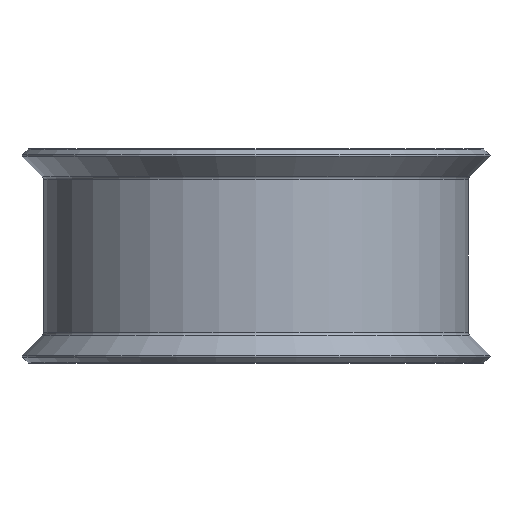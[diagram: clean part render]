
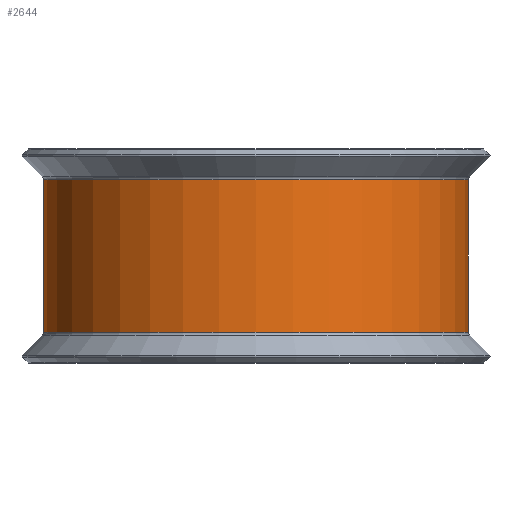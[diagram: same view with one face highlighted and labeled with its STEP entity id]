
A CAD part, front view. The second image highlights one B-rep face of the part: STEP entity #2644.
In plain terms, the highlighted cylindrical face has radius 12.535 mm (diameter 25.07 mm), a partial arc.
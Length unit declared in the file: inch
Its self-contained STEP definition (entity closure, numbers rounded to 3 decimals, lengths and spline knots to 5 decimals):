
#36 = AXIS2_PLACEMENT_3D ( 'NONE', #223, #1919, #473 ) ;
#157 = CYLINDRICAL_SURFACE ( 'NONE', #1917, 0.4935 ) ;
#223 = CARTESIAN_POINT ( 'NONE',  ( 0.4685, -0.843, -0.17722 ) ) ;
#305 = LINE ( 'NONE', #1578, #878 ) ;
#370 = ORIENTED_EDGE ( 'NONE', *, *, #760, .F. ) ;
#393 = DIRECTION ( 'NONE',  ( 0., 0., -1. ) ) ;
#473 = DIRECTION ( 'NONE',  ( -1., 0., 0. ) ) ;
#760 = EDGE_CURVE ( 'NONE', #1698, #2318, #1770, .T. ) ;
#799 = CARTESIAN_POINT ( 'NONE',  ( 0.4685, -0.843, 0.25 ) ) ;
#878 = VECTOR ( 'NONE', #3075, 39.37008 ) ;
#894 = CARTESIAN_POINT ( 'NONE',  ( 0.4685, -0.843, 0.17722 ) ) ;
#1041 = DIRECTION ( 'NONE',  ( 0., 0., -1. ) ) ;
#1143 = DIRECTION ( 'NONE',  ( -1., 0., 0. ) ) ;
#1367 = CIRCLE ( 'NONE', #36, 0.4935 ) ;
#1432 = VERTEX_POINT ( 'NONE', #1716 ) ;
#1492 = AXIS2_PLACEMENT_3D ( 'NONE', #894, #2602, #1143 ) ;
#1542 = VERTEX_POINT ( 'NONE', #1556 ) ;
#1556 = CARTESIAN_POINT ( 'NONE',  ( -0.025, -0.843, -0.17722 ) ) ;
#1578 = CARTESIAN_POINT ( 'NONE',  ( -0.025, -0.843, 0.25 ) ) ;
#1625 = CIRCLE ( 'NONE', #1492, 0.4935 ) ;
#1698 = VERTEX_POINT ( 'NONE', #2674 ) ;
#1716 = CARTESIAN_POINT ( 'NONE',  ( -0.025, -0.843, 0.17722 ) ) ;
#1770 = LINE ( 'NONE', #2535, #3058 ) ;
#1917 = AXIS2_PLACEMENT_3D ( 'NONE', #799, #1041, #2249 ) ;
#1919 = DIRECTION ( 'NONE',  ( 0., 0., -1. ) ) ;
#1933 = ORIENTED_EDGE ( 'NONE', *, *, #2284, .T. ) ;
#1991 = EDGE_LOOP ( 'NONE', ( #2539, #2162, #370, #1933 ) ) ;
#2027 = EDGE_CURVE ( 'NONE', #1432, #1542, #305, .T. ) ;
#2095 = EDGE_CURVE ( 'NONE', #2318, #1542, #1367, .T. ) ;
#2162 = ORIENTED_EDGE ( 'NONE', *, *, #2095, .F. ) ;
#2249 = DIRECTION ( 'NONE',  ( -1., 0., 0. ) ) ;
#2284 = EDGE_CURVE ( 'NONE', #1698, #1432, #1625, .T. ) ;
#2318 = VERTEX_POINT ( 'NONE', #2831 ) ;
#2535 = CARTESIAN_POINT ( 'NONE',  ( 0.4685, -0.3495, 0.25 ) ) ;
#2539 = ORIENTED_EDGE ( 'NONE', *, *, #2027, .T. ) ;
#2602 = DIRECTION ( 'NONE',  ( 0., 0., -1. ) ) ;
#2644 = ADVANCED_FACE ( 'NONE', ( #2733 ), #157, .T. ) ;
#2674 = CARTESIAN_POINT ( 'NONE',  ( 0.4685, -0.3495, 0.17722 ) ) ;
#2733 = FACE_OUTER_BOUND ( 'NONE', #1991, .T. ) ;
#2831 = CARTESIAN_POINT ( 'NONE',  ( 0.4685, -0.3495, -0.17722 ) ) ;
#3058 = VECTOR ( 'NONE', #393, 39.37008 ) ;
#3075 = DIRECTION ( 'NONE',  ( 0., 0., -1. ) ) ;
